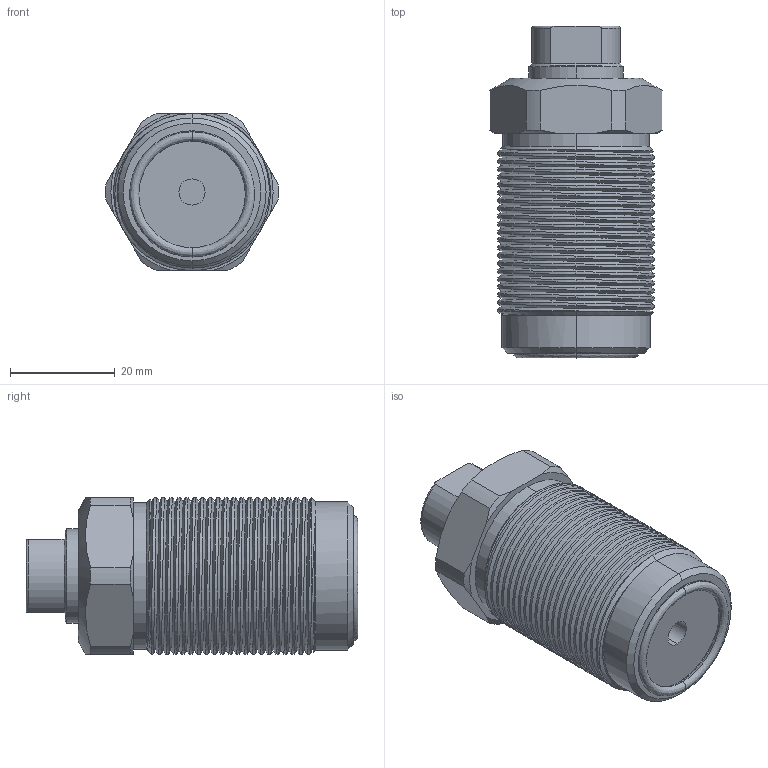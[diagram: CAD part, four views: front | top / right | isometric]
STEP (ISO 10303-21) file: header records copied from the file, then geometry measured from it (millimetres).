
FILE_DESCRIPTION (( 'STEP AP214' ), '1' );
FILE_NAME ('CTC-P030A-15.STEP', '2020-10-25T01:32:46', ( 'PC' ), ( '' ), 'SwSTEP 2.0', 'SolidWorks 2016', '' );
FILE_SCHEMA (( 'AUTOMOTIVE_DESIGN' ));
Length unit declared in the file: millimetre
Products named in the file (3): bt; AS568-019; CTC-P030A-15
Assembly tree (2 placements, depth 2):
  CTC-P030A-15
    AS568-019
    bt
Bounding box: 32.98 x 63.41 x 30 mm (x, y, z)
Volume: 36887.3 mm3; surface area: 9626.4 mm2
Topology: 2 solids, 2 shells, 108 faces, 283 edges, 181 vertices
Faces by surface type: cylinder 63, cone 18, plane 18, bspline 7, torus 2
Entity records: 6515 total; most frequent: CARTESIAN_POINT 4051, ORIENTED_EDGE 562, DIRECTION 439, EDGE_CURVE 281, VERTEX_POINT 181, AXIS2_PLACEMENT_3D 173, EDGE_LOOP 114, FACE_OUTER_BOUND 108
